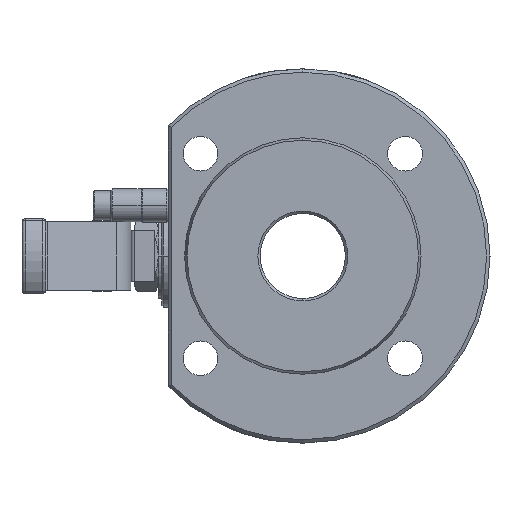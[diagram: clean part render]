
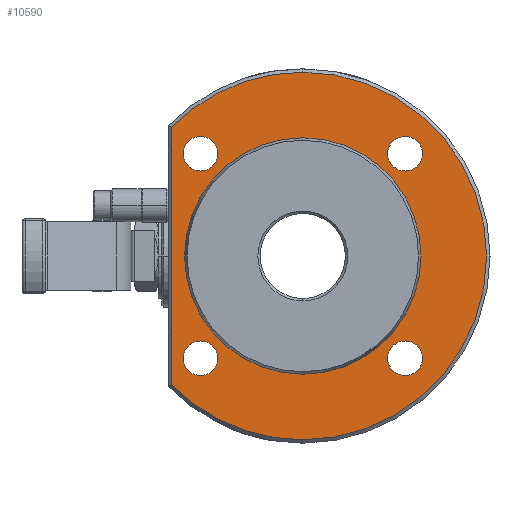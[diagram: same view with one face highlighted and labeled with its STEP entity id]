
A CAD part, left-side view. The second image highlights one B-rep face of the part: STEP entity #10590.
In plain terms, the highlighted planar face has unit normal (-1, 0, 0).
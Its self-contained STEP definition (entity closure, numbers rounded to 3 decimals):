
#98 = ORIENTED_EDGE ( 'NONE', *, *, #9107, .F. ) ;
#125 = VERTEX_POINT ( 'NONE', #11620 ) ;
#236 = CARTESIAN_POINT ( 'NONE',  ( -19.5, -30.052, -30.052 ) ) ;
#341 = VERTEX_POINT ( 'NONE', #8693 ) ;
#354 = AXIS2_PLACEMENT_3D ( 'NONE', #9521, #6616, #5387 ) ;
#553 = DIRECTION ( 'NONE',  ( 0., 0., 1. ) ) ;
#579 = VERTEX_POINT ( 'NONE', #12342 ) ;
#620 = CARTESIAN_POINT ( 'NONE',  ( -19.5, 38.5, -37.865 ) ) ;
#720 = CARTESIAN_POINT ( 'NONE',  ( -19.5, 30.052, -30.052 ) ) ;
#761 = EDGE_CURVE ( 'NONE', #579, #11306, #2727, .T. ) ;
#785 = CIRCLE ( 'NONE', #10499, 5.1 ) ;
#1022 = DIRECTION ( 'NONE',  ( 0., 0., 1. ) ) ;
#1114 = AXIS2_PLACEMENT_3D ( 'NONE', #5648, #4763, #5784 ) ;
#1217 = CIRCLE ( 'NONE', #2953, 34.728 ) ;
#1296 = ORIENTED_EDGE ( 'NONE', *, *, #2660, .F. ) ;
#1360 = VERTEX_POINT ( 'NONE', #10262 ) ;
#1423 = CARTESIAN_POINT ( 'NONE',  ( -19.5, 0., 0. ) ) ;
#1439 = CARTESIAN_POINT ( 'NONE',  ( -19.5, -30.052, 30.052 ) ) ;
#1594 = CARTESIAN_POINT ( 'NONE',  ( -19.5, 0., 0. ) ) ;
#1641 = DIRECTION ( 'NONE',  ( -1., 0., 0. ) ) ;
#1668 = DIRECTION ( 'NONE',  ( -1., 0., 0. ) ) ;
#1672 = DIRECTION ( 'NONE',  ( 0., 0., 1. ) ) ;
#1714 = DIRECTION ( 'NONE',  ( -1., 0., 0. ) ) ;
#1918 = CIRCLE ( 'NONE', #9479, 54. ) ;
#2070 = VERTEX_POINT ( 'NONE', #4139 ) ;
#2460 = CARTESIAN_POINT ( 'NONE',  ( -19.5, -30.052, -35.152 ) ) ;
#2461 = EDGE_CURVE ( 'NONE', #1360, #125, #4672, .T. ) ;
#2578 = EDGE_CURVE ( 'NONE', #11306, #579, #8990, .T. ) ;
#2621 = DIRECTION ( 'NONE',  ( 0., 0., 1. ) ) ;
#2633 = EDGE_LOOP ( 'NONE', ( #7331, #7037 ) ) ;
#2660 = EDGE_CURVE ( 'NONE', #4964, #9164, #785, .T. ) ;
#2668 = ORIENTED_EDGE ( 'NONE', *, *, #12890, .F. ) ;
#2672 = DIRECTION ( 'NONE',  ( 0., 0., 1. ) ) ;
#2718 = VERTEX_POINT ( 'NONE', #6467 ) ;
#2727 = CIRCLE ( 'NONE', #12849, 5.1 ) ;
#2738 = DIRECTION ( 'NONE',  ( 0., 0., 1. ) ) ;
#2743 = DIRECTION ( 'NONE',  ( 0., 0., 1. ) ) ;
#2943 = CARTESIAN_POINT ( 'NONE',  ( -19.5, 0., -54. ) ) ;
#2953 = AXIS2_PLACEMENT_3D ( 'NONE', #7763, #3762, #12877 ) ;
#2973 = ORIENTED_EDGE ( 'NONE', *, *, #6825, .T. ) ;
#3078 = AXIS2_PLACEMENT_3D ( 'NONE', #10981, #8954, #2672 ) ;
#3085 = VERTEX_POINT ( 'NONE', #620 ) ;
#3171 = EDGE_CURVE ( 'NONE', #2718, #2070, #1217, .T. ) ;
#3187 = PLANE ( 'NONE',  #12576 ) ;
#3304 = VERTEX_POINT ( 'NONE', #11259 ) ;
#3723 = CIRCLE ( 'NONE', #3078, 5.1 ) ;
#3746 = DIRECTION ( 'NONE',  ( -1., 0., 0. ) ) ;
#3761 = DIRECTION ( 'NONE',  ( -1., 0., 0. ) ) ;
#3762 = DIRECTION ( 'NONE',  ( -1., 0., 0. ) ) ;
#4065 = FACE_BOUND ( 'NONE', #6121, .T. ) ;
#4102 = DIRECTION ( 'NONE',  ( 0., 0., -1. ) ) ;
#4139 = CARTESIAN_POINT ( 'NONE',  ( -19.5, 0., -34.728 ) ) ;
#4610 = EDGE_LOOP ( 'NONE', ( #9954, #6633, #2973, #8481 ) ) ;
#4632 = DIRECTION ( 'NONE',  ( -1., 0., 0. ) ) ;
#4672 = CIRCLE ( 'NONE', #354, 5.1 ) ;
#4763 = DIRECTION ( 'NONE',  ( -1., 0., 0. ) ) ;
#4827 = AXIS2_PLACEMENT_3D ( 'NONE', #1439, #1641, #553 ) ;
#4964 = VERTEX_POINT ( 'NONE', #2460 ) ;
#5203 = CARTESIAN_POINT ( 'NONE',  ( -19.5, 34.728, 0. ) ) ;
#5379 = EDGE_CURVE ( 'NONE', #2070, #2718, #9251, .T. ) ;
#5387 = DIRECTION ( 'NONE',  ( 0., 0., 1. ) ) ;
#5430 = AXIS2_PLACEMENT_3D ( 'NONE', #8641, #7766, #2621 ) ;
#5443 = VERTEX_POINT ( 'NONE', #2943 ) ;
#5548 = DIRECTION ( 'NONE',  ( -1., 0., 0. ) ) ;
#5630 = CARTESIAN_POINT ( 'NONE',  ( -19.5, 30.052, 24.952 ) ) ;
#5648 = CARTESIAN_POINT ( 'NONE',  ( -19.5, -30.052, -30.052 ) ) ;
#5669 = VERTEX_POINT ( 'NONE', #5630 ) ;
#5772 = CARTESIAN_POINT ( 'NONE',  ( -19.5, 0., 0. ) ) ;
#5784 = DIRECTION ( 'NONE',  ( 0., 0., 1. ) ) ;
#5886 = AXIS2_PLACEMENT_3D ( 'NONE', #12183, #3746, #2738 ) ;
#6121 = EDGE_LOOP ( 'NONE', ( #1296, #2668 ) ) ;
#6166 = FACE_OUTER_BOUND ( 'NONE', #4610, .T. ) ;
#6467 = CARTESIAN_POINT ( 'NONE',  ( -19.5, 0., 34.728 ) ) ;
#6475 = CARTESIAN_POINT ( 'NONE',  ( -19.5, 30.052, -24.952 ) ) ;
#6616 = DIRECTION ( 'NONE',  ( -1., 0., 0. ) ) ;
#6633 = ORIENTED_EDGE ( 'NONE', *, *, #11424, .T. ) ;
#6825 = EDGE_CURVE ( 'NONE', #3304, #10185, #1918, .T. ) ;
#6911 = EDGE_LOOP ( 'NONE', ( #7555, #12359 ) ) ;
#6976 = CIRCLE ( 'NONE', #5886, 5.1 ) ;
#7037 = ORIENTED_EDGE ( 'NONE', *, *, #3171, .F. ) ;
#7058 = EDGE_LOOP ( 'NONE', ( #9235, #7210 ) ) ;
#7176 = FACE_BOUND ( 'NONE', #7058, .T. ) ;
#7210 = ORIENTED_EDGE ( 'NONE', *, *, #2578, .F. ) ;
#7243 = FACE_BOUND ( 'NONE', #2633, .T. ) ;
#7331 = ORIENTED_EDGE ( 'NONE', *, *, #5379, .F. ) ;
#7555 = ORIENTED_EDGE ( 'NONE', *, *, #13169, .F. ) ;
#7763 = CARTESIAN_POINT ( 'NONE',  ( -19.5, 0., 0. ) ) ;
#7766 = DIRECTION ( 'NONE',  ( -1., 0., 0. ) ) ;
#7873 = DIRECTION ( 'NONE',  ( 0., 0., 1. ) ) ;
#8481 = ORIENTED_EDGE ( 'NONE', *, *, #12667, .T. ) ;
#8494 = DIRECTION ( 'NONE',  ( 0., 0., 1. ) ) ;
#8621 = DIRECTION ( 'NONE',  ( -1., 0., 0. ) ) ;
#8641 = CARTESIAN_POINT ( 'NONE',  ( -19.5, 0., 0. ) ) ;
#8693 = CARTESIAN_POINT ( 'NONE',  ( -19.5, 30.052, 35.152 ) ) ;
#8954 = DIRECTION ( 'NONE',  ( -1., 0., 0. ) ) ;
#8990 = CIRCLE ( 'NONE', #12219, 5.1 ) ;
#9038 = EDGE_CURVE ( 'NONE', #341, #5669, #3723, .T. ) ;
#9107 = EDGE_CURVE ( 'NONE', #5669, #341, #6976, .T. ) ;
#9164 = VERTEX_POINT ( 'NONE', #13262 ) ;
#9235 = ORIENTED_EDGE ( 'NONE', *, *, #761, .F. ) ;
#9251 = CIRCLE ( 'NONE', #9886, 34.728 ) ;
#9322 = CIRCLE ( 'NONE', #5430, 54. ) ;
#9479 = AXIS2_PLACEMENT_3D ( 'NONE', #5772, #1714, #7873 ) ;
#9521 = CARTESIAN_POINT ( 'NONE',  ( -19.5, -30.052, 30.052 ) ) ;
#9741 = VECTOR ( 'NONE', #4102, 1000. ) ;
#9841 = DIRECTION ( 'NONE',  ( 0., 0., 1. ) ) ;
#9886 = AXIS2_PLACEMENT_3D ( 'NONE', #1594, #4632, #2743 ) ;
#9954 = ORIENTED_EDGE ( 'NONE', *, *, #12554, .T. ) ;
#10185 = VERTEX_POINT ( 'NONE', #11310 ) ;
#10252 = LINE ( 'NONE', #13351, #9741 ) ;
#10262 = CARTESIAN_POINT ( 'NONE',  ( -19.5, -30.052, 35.152 ) ) ;
#10284 = DIRECTION ( 'NONE',  ( -1., 0., 0. ) ) ;
#10499 = AXIS2_PLACEMENT_3D ( 'NONE', #236, #8621, #8494 ) ;
#10590 = ADVANCED_FACE ( 'NONE', ( #7243, #13315, #12297, #4065, #7176, #6166 ), #3187, .T. ) ;
#10814 = ORIENTED_EDGE ( 'NONE', *, *, #9038, .F. ) ;
#10981 = CARTESIAN_POINT ( 'NONE',  ( -19.5, 30.052, 30.052 ) ) ;
#11259 = CARTESIAN_POINT ( 'NONE',  ( -19.5, 0., 54. ) ) ;
#11306 = VERTEX_POINT ( 'NONE', #6475 ) ;
#11310 = CARTESIAN_POINT ( 'NONE',  ( -19.5, 38.5, 37.865 ) ) ;
#11424 = EDGE_CURVE ( 'NONE', #5443, #3304, #12763, .T. ) ;
#11620 = CARTESIAN_POINT ( 'NONE',  ( -19.5, -30.052, 24.952 ) ) ;
#11901 = CIRCLE ( 'NONE', #1114, 5.1 ) ;
#12151 = CIRCLE ( 'NONE', #4827, 5.1 ) ;
#12183 = CARTESIAN_POINT ( 'NONE',  ( -19.5, 30.052, 30.052 ) ) ;
#12219 = AXIS2_PLACEMENT_3D ( 'NONE', #720, #3761, #1672 ) ;
#12297 = FACE_BOUND ( 'NONE', #6911, .T. ) ;
#12342 = CARTESIAN_POINT ( 'NONE',  ( -19.5, 30.052, -35.152 ) ) ;
#12359 = ORIENTED_EDGE ( 'NONE', *, *, #2461, .F. ) ;
#12554 = EDGE_CURVE ( 'NONE', #3085, #5443, #9322, .T. ) ;
#12576 = AXIS2_PLACEMENT_3D ( 'NONE', #5203, #10284, #1022 ) ;
#12667 = EDGE_CURVE ( 'NONE', #10185, #3085, #10252, .T. ) ;
#12762 = DIRECTION ( 'NONE',  ( 0., 0., 1. ) ) ;
#12763 = CIRCLE ( 'NONE', #13203, 54. ) ;
#12849 = AXIS2_PLACEMENT_3D ( 'NONE', #13006, #1668, #9841 ) ;
#12877 = DIRECTION ( 'NONE',  ( 0., 0., 1. ) ) ;
#12890 = EDGE_CURVE ( 'NONE', #9164, #4964, #11901, .T. ) ;
#13006 = CARTESIAN_POINT ( 'NONE',  ( -19.5, 30.052, -30.052 ) ) ;
#13169 = EDGE_CURVE ( 'NONE', #125, #1360, #12151, .T. ) ;
#13203 = AXIS2_PLACEMENT_3D ( 'NONE', #1423, #5548, #12762 ) ;
#13262 = CARTESIAN_POINT ( 'NONE',  ( -19.5, -30.052, -24.952 ) ) ;
#13315 = FACE_BOUND ( 'NONE', #13365, .T. ) ;
#13351 = CARTESIAN_POINT ( 'NONE',  ( -19.5, 38.5, -36.821 ) ) ;
#13365 = EDGE_LOOP ( 'NONE', ( #98, #10814 ) ) ;
